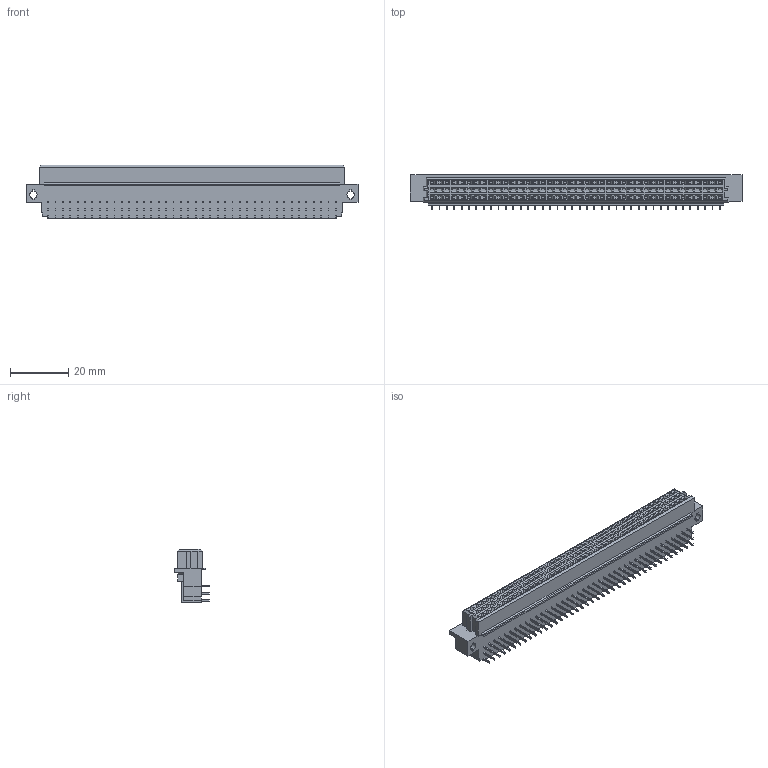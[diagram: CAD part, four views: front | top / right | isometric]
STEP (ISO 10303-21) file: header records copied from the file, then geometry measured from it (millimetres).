
FILE_DESCRIPTION((''),'2;1');
FILE_NAME('C-5650874-5','2018-12-03T02:46:32',('workeradm'),('TE Connectivity Ltd.'),'CREO PARAMETRIC BY PTC INC, 2018190','CREO PARAMETRIC BY PTC INC, 2018190','');
FILE_SCHEMA(('AUTOMOTIVE_DESIGN { 1 0 10303 214 1 1 1 1 }'));
Length unit declared in the file: millimetre
Products named in the file (1): C-5650874-5
Bounding box: 114.3 x 11.9 x 18.36 mm (x, y, z)
Volume: 15233.1 mm3; surface area: 7490.9 mm2
Topology: 1 solids, 1 shells, 1891 faces, 4436 edges, 2794 vertices
Faces by surface type: plane 1887, cylinder 4
Entity records: 65648 total; most frequent: CARTESIAN_POINT 9123, ORIENTED_EDGE 8872, DIRECTION 8226, PRESENTATION_STYLE_ASSIGNMENT 4437, STYLED_ITEM 4437, CURVE_STYLE 4436, EDGE_CURVE 4436, VECTOR 4428
